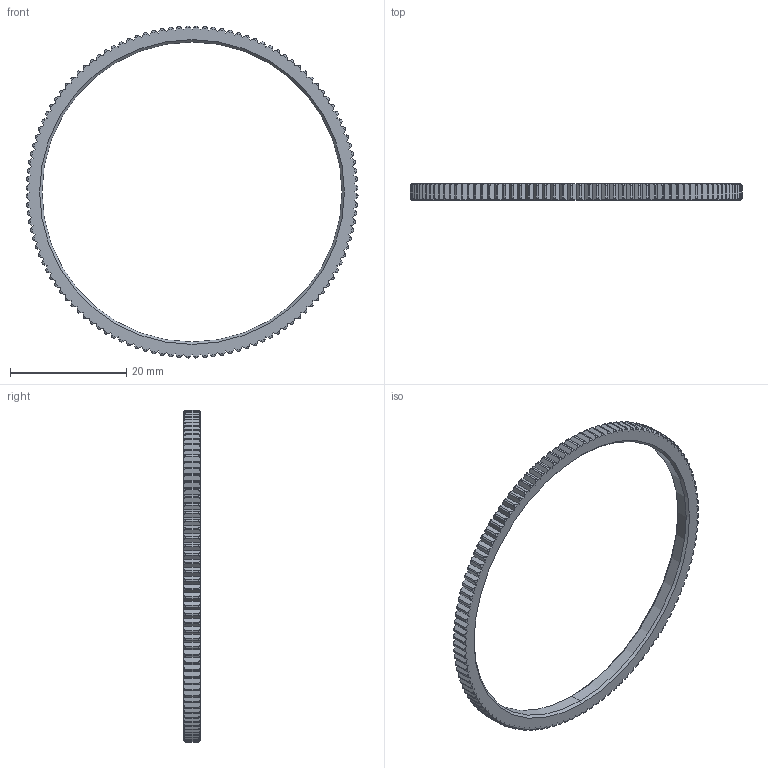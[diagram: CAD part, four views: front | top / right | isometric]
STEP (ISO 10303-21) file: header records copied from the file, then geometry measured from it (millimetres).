
FILE_DESCRIPTION (( 'STEP AP203' ), '1' );
FILE_NAME ('BRSM2.STEP', '2025-09-03T07:00:47', ( '' ), ( '' ), 'SwSTEP 2.0', 'SolidWorks 2020', '' );
FILE_SCHEMA (( 'CONFIG_CONTROL_DESIGN' ));
Length unit declared in the file: millimetre
Products named in the file (1): BRSM2
Bounding box: 57.19 x 2.8 x 57.19 mm (x, y, z)
Volume: 1168.2 mm3; surface area: 1886 mm2
Topology: 1 solids, 1 shells, 881 faces, 2579 edges, 1718 vertices
Faces by surface type: plane 458, torus 240, cylinder 122, bspline 57, cone 4
Entity records: 37792 total; most frequent: CARTESIAN_POINT 15180, ORIENTED_EDGE 5158, DIRECTION 4123, EDGE_CURVE 2579, VERTEX_POINT 1718, LINE 1497, VECTOR 1497, AXIS2_PLACEMENT_3D 1313
